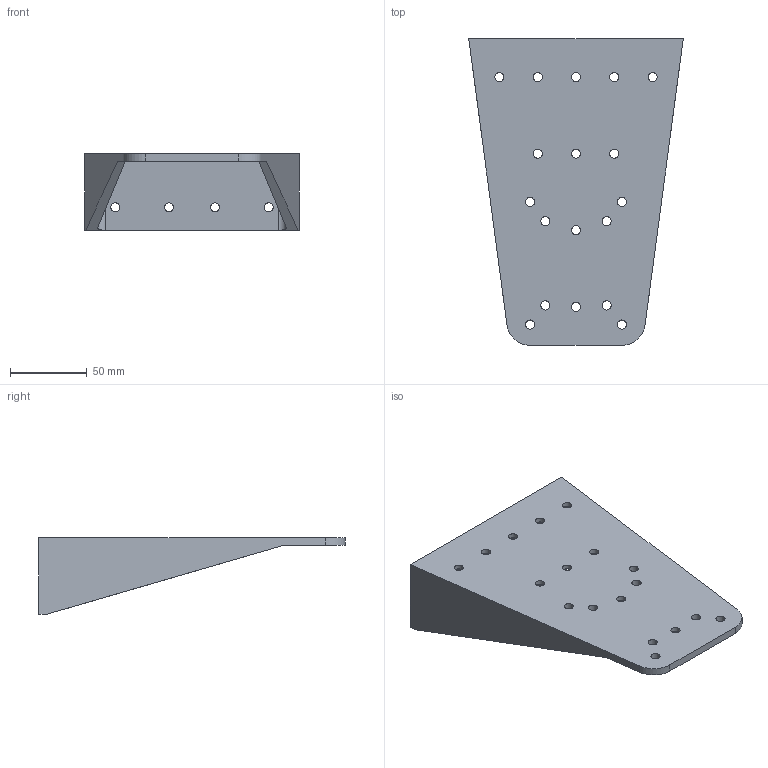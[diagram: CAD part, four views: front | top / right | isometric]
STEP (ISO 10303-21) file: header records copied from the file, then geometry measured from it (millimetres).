
FILE_DESCRIPTION(('FreeCAD Model'),'2;1');
FILE_NAME('chassis_hinten.step','2019-10-14T00:14:06',('Author'),(''), 'Open CASCADE STEP processor 7.3','FreeCAD','Unknown');
FILE_SCHEMA(('AUTOMOTIVE_DESIGN { 1 0 10303 214 1 1 1 1 }'));
Length unit declared in the file: millimetre
Products named in the file (1): Chassis_hinten
Bounding box: 140 x 200 x 50 mm (x, y, z)
Volume: 185564.7 mm3; surface area: 75647.3 mm2
Topology: 1 solids, 1 shells, 110 faces, 290 edges, 192 vertices
Faces by surface type: plane 84, cylinder 26
Full cylindrical faces by diameter (mm): 6 x22
Entity records: 7337 total; most frequent: CARTESIAN_POINT 1333, DIRECTION 1118, LINE 764, VECTOR 764, ORIENTED_EDGE 580, PCURVE 580, DEFINITIONAL_REPRESENTATION 580, EDGE_CURVE 290
